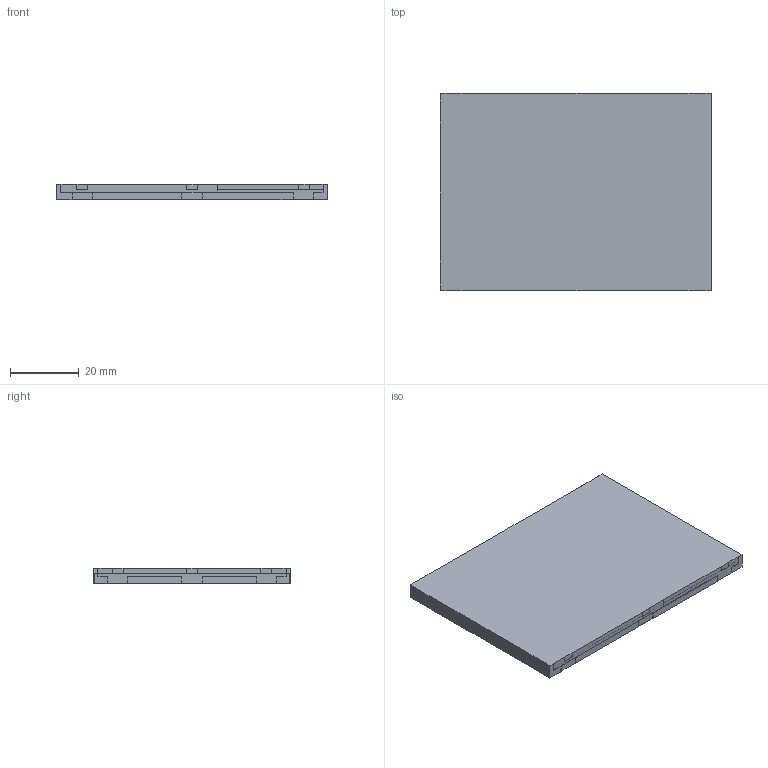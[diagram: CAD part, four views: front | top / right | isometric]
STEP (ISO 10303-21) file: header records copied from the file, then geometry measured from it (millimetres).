
FILE_DESCRIPTION (( 'STEP AP214' ), '1' );
FILE_NAME ('123.STEP', '2011-12-23T10:46:02', ( 'BiRd' ), ( '' ), 'SwSTEP 2.0', 'SolidWorks 2010', '' );
FILE_SCHEMA (( 'AUTOMOTIVE_DESIGN' ));
Length unit declared in the file: millimetre
Products named in the file (1): 123
Bounding box: 79 x 57.5 x 4.4 mm (x, y, z)
Volume: 19808.6 mm3; surface area: 13456.5 mm2
Topology: 1 solids, 1 shells, 156 faces, 440 edges, 290 vertices
Faces by surface type: plane 134, cylinder 22
Entity records: 6707 total; most frequent: CARTESIAN_POINT 887, ORIENTED_EDGE 880, DIRECTION 798, EDGE_CURVE 440, LINE 396, VECTOR 396, VERTEX_POINT 290, AXIS2_PLACEMENT_3D 201
